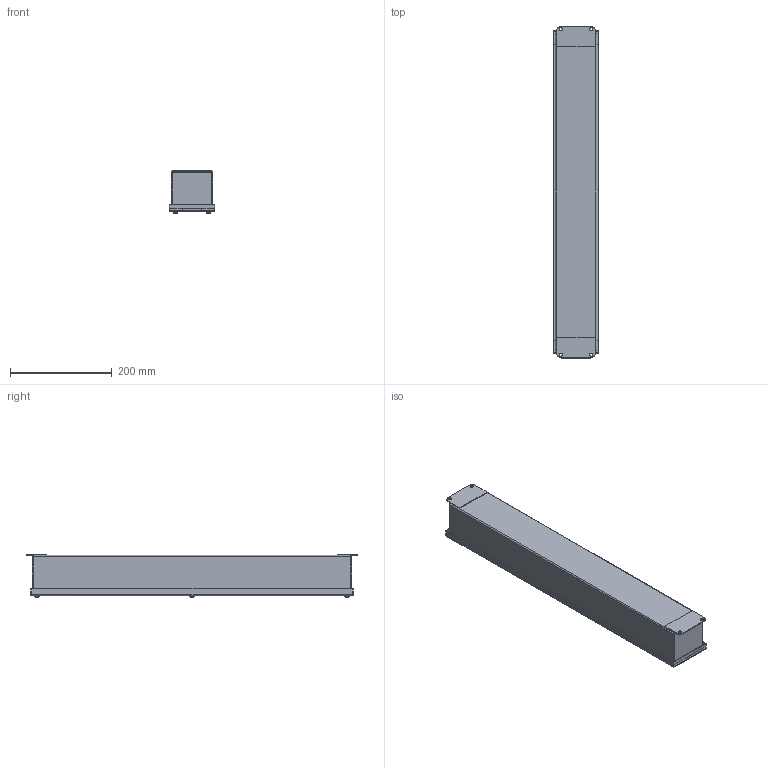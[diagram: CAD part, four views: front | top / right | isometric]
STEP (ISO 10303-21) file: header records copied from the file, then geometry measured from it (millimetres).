
FILE_DESCRIPTION(/* description */ ('WASHER,RETAINING,NYLON,.453 OD'),/* implementation_level */ '2;1');
FILE_NAME(/* name */ 'PB10BC.stp',/* time_stamp */ '2017-01-30T22:02:32+06:00',/* author */ ('bjayachandran'),/* organization */ ('HUBBELL-WIEGMANN'),/* preprocessor_version */ 'ST-DEVELOPER v16.1',/* originating_system */ 'Autodesk Inventor 2016',/* authorisation */ 'MATTHEW SUMMERS');
FILE_SCHEMA (('AUTOMOTIVE_DESIGN { 1 0 10303 214 3 1 1 }'));
Length unit declared in the file: inch
Products named in the file (11): 39077; PB_corner gasket; 22.75; 1.25; 372163; PB10BCBKP; 34984; 38837; 3487; PB10BCLID; PB10BC
Assembly tree (32 placements, depth 2):
  PB10BC
    39077  x6
    PB_corner gasket  x4
    22.75  x2
    1.25  x2
    372163  x6
    PB10BCBKP
    34984  x6
    38837  x2
    3487  x2
    PB10BCLID
Bounding box: 90.49 x 654.05 x 84.98 mm (x, y, z)
Volume: 535989.3 mm3; surface area: 540957.5 mm2
Topology: 32 solids, 32 shells, 668 faces, 1608 edges, 1024 vertices
Faces by surface type: plane 386, cylinder 124, cone 98, torus 34, bspline 20, sphere 6
Full cylindrical faces by diameter (mm): 3.962 x6, 4.826 x8, 4.978 x6, 6.299 x6, 6.35 x6, 6.525 x4, 6.527 x1, 6.528 x1, 7.061 x6, 7.137 x6, 7.95 x4, 9.474 x6, 10.312 x6, 11.506 x6
Entity records: 8515 total; most frequent: CARTESIAN_POINT 2216, DIRECTION 1189, ORIENTED_EDGE 1144, EDGE_CURVE 572, AXIS2_PLACEMENT_3D 414, VERTEX_POINT 365, LINE 361, VECTOR 361
